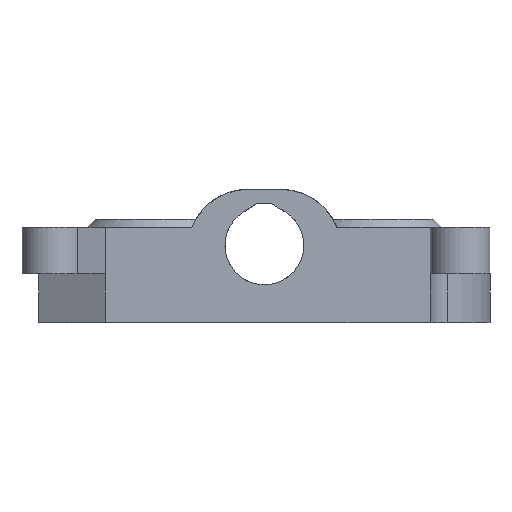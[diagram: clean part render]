
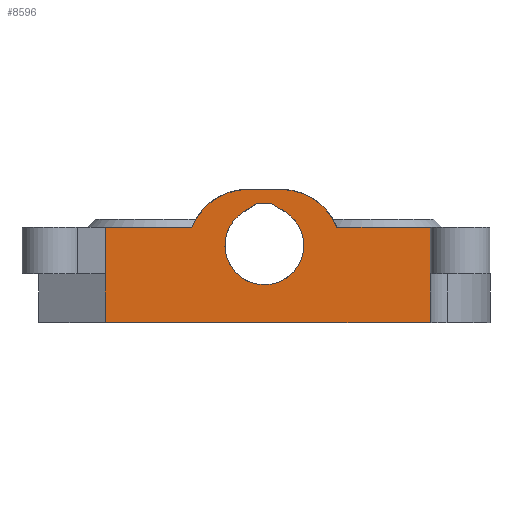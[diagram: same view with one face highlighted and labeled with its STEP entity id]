
A CAD part, front view. The second image highlights one B-rep face of the part: STEP entity #8596.
In plain terms, the highlighted planar face has unit normal (0, -1, 0).
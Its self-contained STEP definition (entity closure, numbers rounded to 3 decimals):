
#1339=LINE('',#16411,#1882);
#1412=LINE('',#17744,#1955);
#1415=LINE('',#17749,#1958);
#1417=LINE('',#17753,#1960);
#1460=LINE('',#18148,#2003);
#1464=LINE('',#18161,#2007);
#1469=LINE('',#18180,#2012);
#1477=LINE('',#18210,#2020);
#1481=LINE('',#18225,#2024);
#1490=LINE('',#18246,#2033);
#1491=LINE('',#18248,#2034);
#1882=VECTOR('',#9477,10.);
#1955=VECTOR('',#9766,10.);
#1958=VECTOR('',#9771,10.);
#1960=VECTOR('',#9775,10.);
#2003=VECTOR('',#9990,10.);
#2007=VECTOR('',#10006,10.);
#2012=VECTOR('',#10025,10.);
#2020=VECTOR('',#10063,10.);
#2024=VECTOR('',#10079,10.);
#2033=VECTOR('',#10108,10.);
#2034=VECTOR('',#10111,10.);
#2130=FACE_BOUND('',#3101,.T.);
#2591=FACE_OUTER_BOUND('',#3100,.T.);
#3100=EDGE_LOOP('',(#8000,#8001,#8002,#8003,#8004,#8005,#8006,#8007,#8008,
#8009));
#3101=EDGE_LOOP('',(#8010,#8011,#8012,#8013));
#3200=CIRCLE('',#8839,7.25);
#3223=CIRCLE('',#8888,11.142);
#3229=CIRCLE('',#8896,11.142);
#3873=VERTEX_POINT('',#16408);
#3874=VERTEX_POINT('',#16410);
#4025=VERTEX_POINT('',#17741);
#4026=VERTEX_POINT('',#17743);
#4027=VERTEX_POINT('',#17747);
#4028=VERTEX_POINT('',#17751);
#4078=VERTEX_POINT('',#18145);
#4079=VERTEX_POINT('',#18147);
#4080=VERTEX_POINT('',#18153);
#4082=VERTEX_POINT('',#18160);
#4087=VERTEX_POINT('',#18172);
#4089=VERTEX_POINT('',#18178);
#4096=VERTEX_POINT('',#18208);
#4101=VERTEX_POINT('',#18224);
#5034=EDGE_CURVE('',#3873,#3874,#1339,.T.);
#5250=EDGE_CURVE('',#4026,#4025,#1412,.T.);
#5253=EDGE_CURVE('',#4025,#4027,#1415,.T.);
#5255=EDGE_CURVE('',#4027,#4028,#1417,.T.);
#5320=EDGE_CURVE('',#4028,#4026,#3200,.T.);
#5360=EDGE_CURVE('',#4079,#4078,#1460,.T.);
#5363=EDGE_CURVE('',#4080,#4079,#3223,.T.);
#5367=EDGE_CURVE('',#4082,#4080,#1464,.T.);
#5374=EDGE_CURVE('',#4078,#4087,#3229,.T.);
#5377=EDGE_CURVE('',#4087,#4089,#1469,.T.);
#5391=EDGE_CURVE('',#3873,#4096,#1477,.T.);
#5398=EDGE_CURVE('',#3874,#4101,#1481,.T.);
#5409=EDGE_CURVE('',#4096,#4082,#1490,.T.);
#5410=EDGE_CURVE('',#4101,#4089,#1491,.T.);
#8000=ORIENTED_EDGE('',*,*,#5377,.T.);
#8001=ORIENTED_EDGE('',*,*,#5410,.F.);
#8002=ORIENTED_EDGE('',*,*,#5398,.F.);
#8003=ORIENTED_EDGE('',*,*,#5034,.F.);
#8004=ORIENTED_EDGE('',*,*,#5391,.T.);
#8005=ORIENTED_EDGE('',*,*,#5409,.T.);
#8006=ORIENTED_EDGE('',*,*,#5367,.T.);
#8007=ORIENTED_EDGE('',*,*,#5363,.T.);
#8008=ORIENTED_EDGE('',*,*,#5360,.T.);
#8009=ORIENTED_EDGE('',*,*,#5374,.T.);
#8010=ORIENTED_EDGE('',*,*,#5320,.T.);
#8011=ORIENTED_EDGE('',*,*,#5250,.T.);
#8012=ORIENTED_EDGE('',*,*,#5253,.T.);
#8013=ORIENTED_EDGE('',*,*,#5255,.T.);
#8134=PLANE('',#8930);
#8596=ADVANCED_FACE('',(#2591,#2130),#8134,.T.);
#8839=AXIS2_PLACEMENT_3D('',#18042,#9883,#9884);
#8888=AXIS2_PLACEMENT_3D('',#18154,#9997,#9998);
#8896=AXIS2_PLACEMENT_3D('',#18174,#10018,#10019);
#8930=AXIS2_PLACEMENT_3D('',#18247,#10109,#10110);
#9477=DIRECTION('',(-1.,0.,0.));
#9766=DIRECTION('',(0.852,0.,0.524));
#9771=DIRECTION('',(1.,0.,0.));
#9775=DIRECTION('',(0.852,0.,-0.524));
#9883=DIRECTION('center_axis',(0.,1.,0.));
#9884=DIRECTION('ref_axis',(-1.,0.,0.));
#9990=DIRECTION('',(-1.,0.,0.));
#9997=DIRECTION('center_axis',(0.,-1.,0.));
#9998=DIRECTION('ref_axis',(0.928,0.,0.372));
#10006=DIRECTION('',(-1.,0.,0.));
#10018=DIRECTION('center_axis',(0.,-1.,0.));
#10019=DIRECTION('ref_axis',(0.,0.,
1.));
#10025=DIRECTION('',(-1.,0.,0.));
#10063=DIRECTION('',(0.,0.,1.));
#10079=DIRECTION('',(0.,0.,1.));
#10108=DIRECTION('',(0.,0.,1.));
#10109=DIRECTION('center_axis',(0.,-1.,0.));
#10110=DIRECTION('ref_axis',(1.,0.,0.));
#10111=DIRECTION('',(0.,0.,1.));
#16408=CARTESIAN_POINT('',(30.5,-23.,0.));
#16410=CARTESIAN_POINT('',(-29.242,-23.,0.));
#16411=CARTESIAN_POINT('',(30.5,-23.,0.));
#17741=CARTESIAN_POINT('',(-1.2,-23.,21.974));
#17743=CARTESIAN_POINT('',(-3.8,-23.,20.374));
#17744=CARTESIAN_POINT('',(-16.274,-23.,12.698));
#17747=CARTESIAN_POINT('',(1.2,-23.,21.974));
#17749=CARTESIAN_POINT('',(-14.021,-23.,21.974));
#17751=CARTESIAN_POINT('',(3.8,-23.,20.374));
#17753=CARTESIAN_POINT('',(-3.635,-23.,24.95));
#18042=CARTESIAN_POINT('Origin',(0.,-23.,
14.2));
#18145=CARTESIAN_POINT('',(-3.,-23.,24.5));
#18147=CARTESIAN_POINT('',(3.,-23.,24.5));
#18148=CARTESIAN_POINT('',(-16.121,-23.,24.5));
#18153=CARTESIAN_POINT('',(13.344,-23.,17.5));
#18154=CARTESIAN_POINT('Origin',(3.,-23.,13.358));
#18160=CARTESIAN_POINT('',(30.5,-23.,17.5));
#18161=CARTESIAN_POINT('',(-7.949,-23.,17.5));
#18172=CARTESIAN_POINT('',(-13.344,-23.,17.5));
#18174=CARTESIAN_POINT('Origin',(-3.,-23.,13.358));
#18178=CARTESIAN_POINT('',(-29.242,-23.,17.5));
#18180=CARTESIAN_POINT('',(-39.269,-23.,17.5));
#18208=CARTESIAN_POINT('',(30.5,-23.,9.));
#18210=CARTESIAN_POINT('',(30.5,-23.,0.));
#18224=CARTESIAN_POINT('',(-29.242,-23.,9.));
#18225=CARTESIAN_POINT('',(-29.242,-23.,0.));
#18246=CARTESIAN_POINT('',(30.5,-23.,0.));
#18247=CARTESIAN_POINT('Origin',(-29.242,-23.,0.));
#18248=CARTESIAN_POINT('',(-29.242,-23.,0.));
